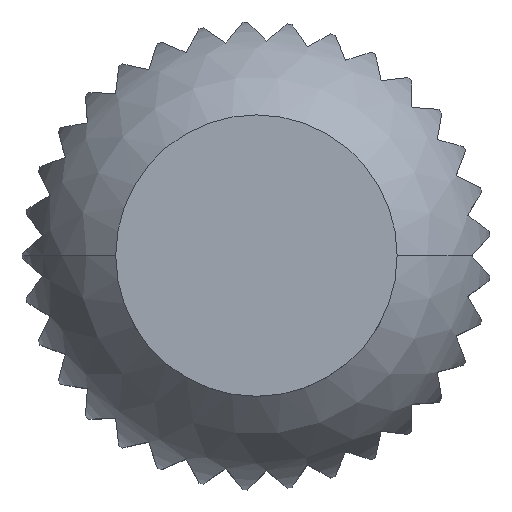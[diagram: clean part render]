
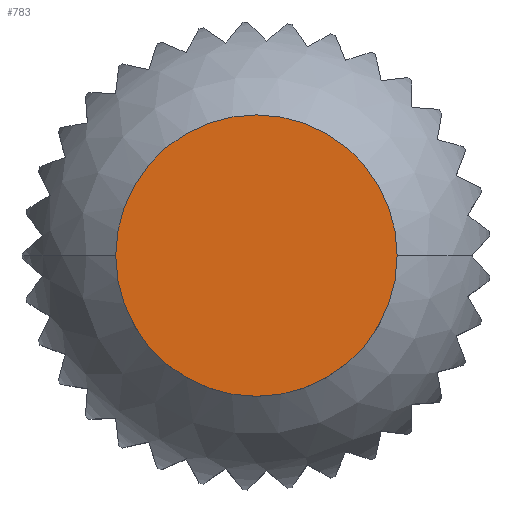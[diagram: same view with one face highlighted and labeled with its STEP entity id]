
A CAD part, top view. The second image highlights one B-rep face of the part: STEP entity #783.
In plain terms, the highlighted planar face has unit normal (0, 0, 1).
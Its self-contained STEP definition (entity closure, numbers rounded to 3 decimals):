
#783=ADVANCED_FACE('',(#1771),#1772,.T.);
#949=EDGE_CURVE('',#979,#1005,#1965,.T.);
#955=EDGE_CURVE('',#1005,#979,#1972,.T.);
#979=VERTEX_POINT('',#2000);
#1005=VERTEX_POINT('',#2044);
#1771=FACE_OUTER_BOUND('',#2973,.T.);
#1772=PLANE('',#2974);
#1965=CIRCLE('',#3245,7.5);
#1972=CIRCLE('',#3254,7.5);
#2000=CARTESIAN_POINT('',(-7.5,0.,66.5));
#2044=CARTESIAN_POINT('',(7.5,0.,66.5));
#2973=EDGE_LOOP('',(#4447,#4448));
#2974=AXIS2_PLACEMENT_3D('',#4449,#4450,#4451);
#3245=AXIS2_PLACEMENT_3D('',#4709,#4710,#4711);
#3254=AXIS2_PLACEMENT_3D('',#4723,#4724,#4725);
#4447=ORIENTED_EDGE('',*,*,#955,.T.);
#4448=ORIENTED_EDGE('',*,*,#949,.T.);
#4449=CARTESIAN_POINT('',(3.75,0.,66.5));
#4450=DIRECTION('',(0.0,0.0,1.0));
#4451=DIRECTION('',(-1.0,0.,0.0));
#4709=CARTESIAN_POINT('',(0.,0.,66.5));
#4710=DIRECTION('',(0.0,0.0,1.0));
#4711=DIRECTION('',(1.0,0.,0.0));
#4723=CARTESIAN_POINT('',(0.,0.,66.5));
#4724=DIRECTION('',(0.0,0.0,1.0));
#4725=DIRECTION('',(1.0,0.,0.0));
